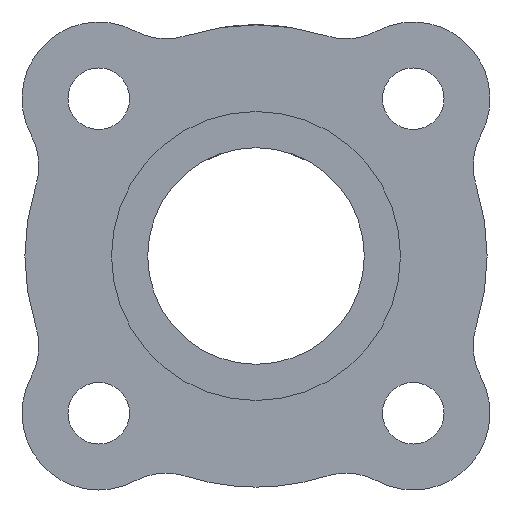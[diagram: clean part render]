
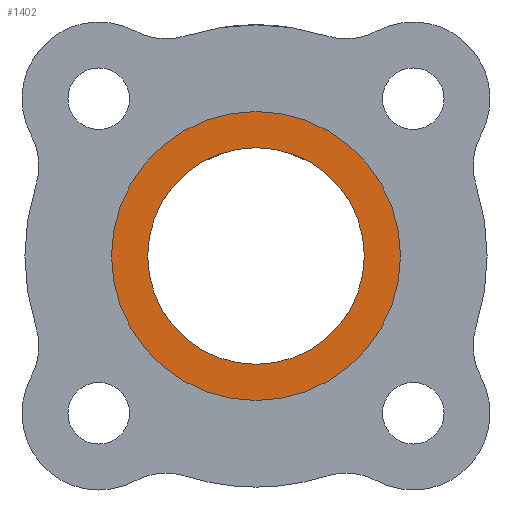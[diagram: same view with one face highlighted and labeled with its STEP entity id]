
A CAD part, front view. The second image highlights one B-rep face of the part: STEP entity #1402.
In plain terms, the highlighted planar face has unit normal (0, -1, 0).
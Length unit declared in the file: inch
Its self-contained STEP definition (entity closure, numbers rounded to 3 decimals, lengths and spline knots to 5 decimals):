
#29 = CARTESIAN_POINT ( 'NONE',  ( 0., 0., 0.25 ) ) ;
#37 = EDGE_LOOP ( 'NONE', ( #797, #1358 ) ) ;
#135 = DIRECTION ( 'NONE',  ( 0., 0., 1. ) ) ;
#138 = DIRECTION ( 'NONE',  ( 0., 1., 0. ) ) ;
#140 = CARTESIAN_POINT ( 'NONE',  ( 0., 0., 0. ) ) ;
#149 = DIRECTION ( 'NONE',  ( 0., 0., 1. ) ) ;
#150 = DIRECTION ( 'NONE',  ( 0., 1., 0. ) ) ;
#152 = CARTESIAN_POINT ( 'NONE',  ( 0., 0., 0. ) ) ;
#162 = ORIENTED_EDGE ( 'NONE', *, *, #1175, .T. ) ;
#178 = CIRCLE ( 'NONE', #1022, 0.1875 ) ;
#194 = DIRECTION ( 'NONE',  ( 0., 0., 1. ) ) ;
#198 = CARTESIAN_POINT ( 'NONE',  ( 0., 0., 0. ) ) ;
#199 = DIRECTION ( 'NONE',  ( 0., 1., 0. ) ) ;
#200 = CARTESIAN_POINT ( 'NONE',  ( 0., 0., 0. ) ) ;
#233 = AXIS2_PLACEMENT_3D ( 'NONE', #198, #1245, #270 ) ;
#270 = DIRECTION ( 'NONE',  ( 0., 0., 1. ) ) ;
#321 = FACE_OUTER_BOUND ( 'NONE', #37, .T. ) ;
#334 = EDGE_LOOP ( 'NONE', ( #162, #492 ) ) ;
#420 = VERTEX_POINT ( 'NONE', #787 ) ;
#492 = ORIENTED_EDGE ( 'NONE', *, *, #705, .T. ) ;
#525 = AXIS2_PLACEMENT_3D ( 'NONE', #140, #138, #135 ) ;
#539 = AXIS2_PLACEMENT_3D ( 'NONE', #152, #150, #149 ) ;
#612 = AXIS2_PLACEMENT_3D ( 'NONE', #200, #199, #194 ) ;
#646 = FACE_BOUND ( 'NONE', #334, .T. ) ;
#658 = CARTESIAN_POINT ( 'NONE',  ( 0., 0., 0.1875 ) ) ;
#689 = CARTESIAN_POINT ( 'NONE',  ( 0., 0., -0.25 ) ) ;
#705 = EDGE_CURVE ( 'NONE', #420, #877, #178, .T. ) ;
#771 = CIRCLE ( 'NONE', #525, 0.1875 ) ;
#787 = CARTESIAN_POINT ( 'NONE',  ( 0., 0., -0.1875 ) ) ;
#797 = ORIENTED_EDGE ( 'NONE', *, *, #1170, .F. ) ;
#877 = VERTEX_POINT ( 'NONE', #658 ) ;
#952 = DIRECTION ( 'NONE',  ( 0., 0., 1. ) ) ;
#968 = DIRECTION ( 'NONE',  ( 0., 1., 0. ) ) ;
#977 = CARTESIAN_POINT ( 'NONE',  ( 0., 0., 0. ) ) ;
#1022 = AXIS2_PLACEMENT_3D ( 'NONE', #977, #968, #952 ) ;
#1047 = CIRCLE ( 'NONE', #539, 0.25 ) ;
#1083 = CIRCLE ( 'NONE', #612, 0.25 ) ;
#1149 = EDGE_CURVE ( 'NONE', #1209, #1403, #1083, .T. ) ;
#1170 = EDGE_CURVE ( 'NONE', #1403, #1209, #1047, .T. ) ;
#1175 = EDGE_CURVE ( 'NONE', #877, #420, #771, .T. ) ;
#1209 = VERTEX_POINT ( 'NONE', #29 ) ;
#1245 = DIRECTION ( 'NONE',  ( 0., 1., 0. ) ) ;
#1358 = ORIENTED_EDGE ( 'NONE', *, *, #1149, .F. ) ;
#1402 = ADVANCED_FACE ( 'NONE', ( #646, #321 ), #1438, .F. ) ;
#1403 = VERTEX_POINT ( 'NONE', #689 ) ;
#1438 = PLANE ( 'NONE',  #233 ) ;
